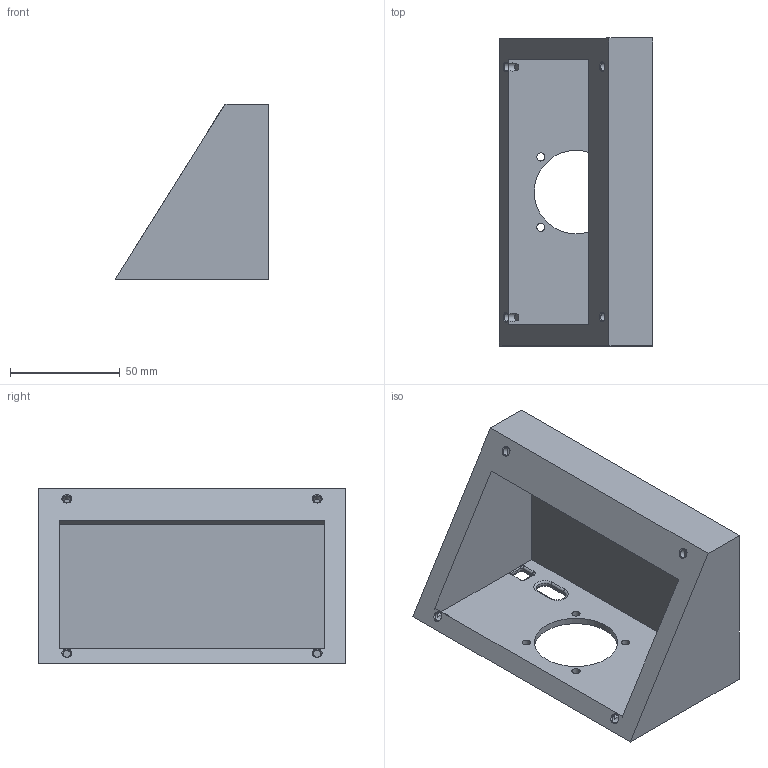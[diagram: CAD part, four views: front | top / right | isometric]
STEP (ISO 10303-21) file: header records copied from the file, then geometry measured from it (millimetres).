
FILE_DESCRIPTION(/* description */ (''),/* implementation_level */ '2;1');
FILE_NAME(/* name */ 'корпус.stp',/* time_stamp */ '2023-02-20T22:07:41+03:00',/* author */ ('Tasya'),/* organization */ (''),/* preprocessor_version */ 'ST-DEVELOPER v18.1',/* originating_system */ 'Autodesk Inventor 2021',/* authorisation */ '');
FILE_SCHEMA (('AUTOMOTIVE_DESIGN { 1 0 10303 214 3 1 1 }'));
Length unit declared in the file: millimetre
Products named in the file (1): корпус
Bounding box: 70 x 140 x 80 mm (x, y, z)
Volume: 131127.4 mm3; surface area: 61129.2 mm2
Topology: 1 solids, 1 shells, 68 faces, 190 edges, 122 vertices
Faces by surface type: cylinder 26, plane 22, torus 12, cone 8
Full cylindrical faces by diameter (mm): 3.7 x8, 38 x1
Entity records: 2323 total; most frequent: DIRECTION 420, CARTESIAN_POINT 409, ORIENTED_EDGE 380, EDGE_CURVE 190, AXIS2_PLACEMENT_3D 165, VERTEX_POINT 122, LINE 90, VECTOR 90
